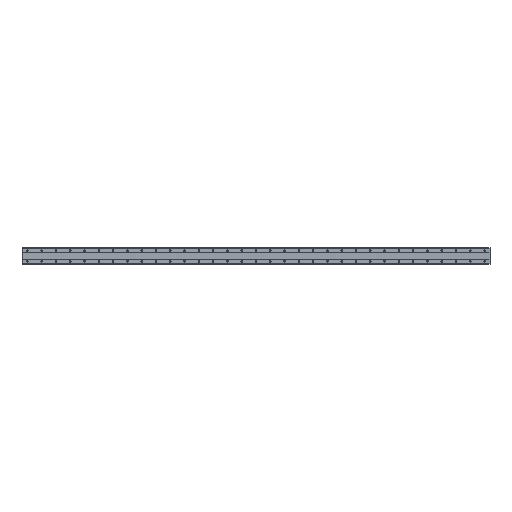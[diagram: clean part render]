
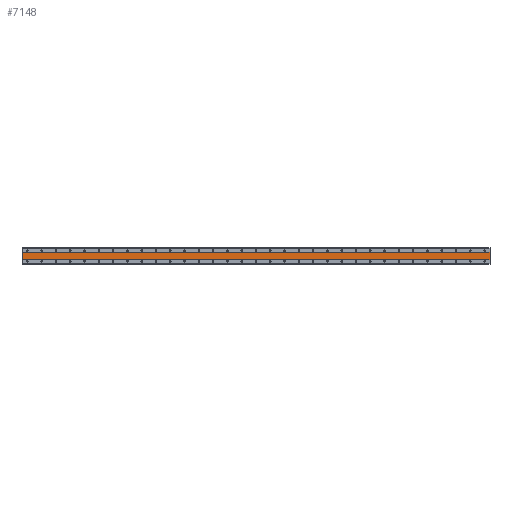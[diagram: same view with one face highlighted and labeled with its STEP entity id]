
A CAD part, front view. The second image highlights one B-rep face of the part: STEP entity #7148.
In plain terms, the highlighted planar face has unit normal (0, -1, 0).
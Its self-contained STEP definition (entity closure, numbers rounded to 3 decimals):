
#638 = ORIENTED_EDGE ( 'NONE', *, *, #10682, .T. ) ;
#753 = CARTESIAN_POINT ( 'NONE',  ( 2590., 1., 20. ) ) ;
#891 = VERTEX_POINT ( 'NONE', #11198 ) ;
#1198 = ORIENTED_EDGE ( 'NONE', *, *, #2766, .F. ) ;
#1270 = VERTEX_POINT ( 'NONE', #9196 ) ;
#1334 = VECTOR ( 'NONE', #4150, 1000. ) ;
#1429 = VERTEX_POINT ( 'NONE', #4558 ) ;
#1576 = LINE ( 'NONE', #5068, #7565 ) ;
#1812 = CARTESIAN_POINT ( 'NONE',  ( 2590., 1., 20. ) ) ;
#2259 = LINE ( 'NONE', #3999, #5575 ) ;
#2322 = DIRECTION ( 'NONE',  ( 0., 0., -1. ) ) ;
#2380 = DIRECTION ( 'NONE',  ( 0., 0., -1. ) ) ;
#2666 = PLANE ( 'NONE',  #9165 ) ;
#2766 = EDGE_CURVE ( 'NONE', #1270, #891, #5704, .T. ) ;
#2961 = EDGE_LOOP ( 'NONE', ( #1198, #4915, #10432, #638 ) ) ;
#3999 = CARTESIAN_POINT ( 'NONE',  ( -30., 1., 44.91 ) ) ;
#4150 = DIRECTION ( 'NONE',  ( 1., 0., 0. ) ) ;
#4558 = CARTESIAN_POINT ( 'NONE',  ( -30., 1., 20. ) ) ;
#4850 = CARTESIAN_POINT ( 'NONE',  ( 2590., 1., -20. ) ) ;
#4915 = ORIENTED_EDGE ( 'NONE', *, *, #5907, .F. ) ;
#5068 = CARTESIAN_POINT ( 'NONE',  ( 2590., 1., 44.91 ) ) ;
#5297 = DIRECTION ( 'NONE',  ( 0., 1., 0. ) ) ;
#5412 = EDGE_CURVE ( 'NONE', #1429, #10472, #9470, .T. ) ;
#5575 = VECTOR ( 'NONE', #2322, 1000. ) ;
#5704 = LINE ( 'NONE', #4850, #8547 ) ;
#5907 = EDGE_CURVE ( 'NONE', #10472, #1270, #1576, .T. ) ;
#6350 = CARTESIAN_POINT ( 'NONE',  ( 2590., 1., 20. ) ) ;
#7148 = ADVANCED_FACE ( 'NONE', ( #10527 ), #2666, .F. ) ;
#7565 = VECTOR ( 'NONE', #2380, 1000. ) ;
#8332 = DIRECTION ( 'NONE',  ( -1., 0., 0. ) ) ;
#8547 = VECTOR ( 'NONE', #8332, 1000. ) ;
#8794 = DIRECTION ( 'NONE',  ( 0., 0., 1. ) ) ;
#9165 = AXIS2_PLACEMENT_3D ( 'NONE', #1812, #5297, #8794 ) ;
#9196 = CARTESIAN_POINT ( 'NONE',  ( 2590., 1., -20. ) ) ;
#9470 = LINE ( 'NONE', #753, #1334 ) ;
#10432 = ORIENTED_EDGE ( 'NONE', *, *, #5412, .F. ) ;
#10472 = VERTEX_POINT ( 'NONE', #6350 ) ;
#10527 = FACE_OUTER_BOUND ( 'NONE', #2961, .T. ) ;
#10682 = EDGE_CURVE ( 'NONE', #1429, #891, #2259, .T. ) ;
#11198 = CARTESIAN_POINT ( 'NONE',  ( -30., 1., -20. ) ) ;
